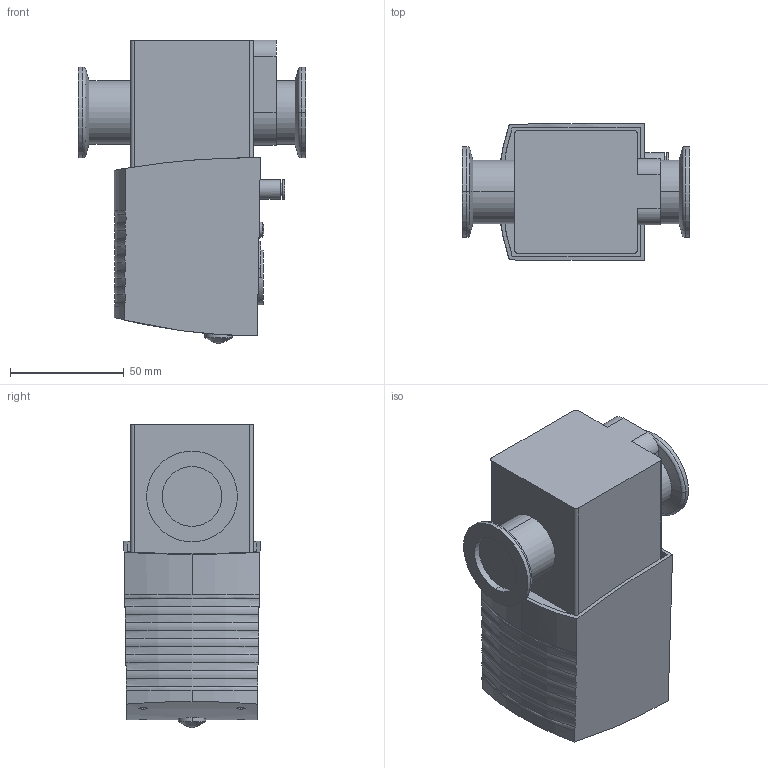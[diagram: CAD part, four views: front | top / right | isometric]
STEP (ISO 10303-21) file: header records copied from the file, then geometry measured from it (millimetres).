
FILE_DESCRIPTION (( 'STEP AP214' ), '1' );
FILE_NAME ('PFD48234.step', '2017-07-10T11:15:01', ( 'install' ), ( '' ), 'SwSTEP 2.0', 'SolidWorks 2015', '' );
FILE_SCHEMA (( 'AUTOMOTIVE_DESIGN' ));
Length unit declared in the file: millimetre
Products named in the file (1): PFD48234
Bounding box: 100 x 60 x 133.6 mm (x, y, z)
Volume: 459733.8 mm3; surface area: 47337.2 mm2
Topology: 1 solids, 1 shells, 121 faces, 291 edges, 190 vertices
Faces by surface type: cylinder 50, plane 43, bspline 15, torus 9, cone 4
Entity records: 4668 total; most frequent: CARTESIAN_POINT 1543, ORIENTED_EDGE 582, DIRECTION 531, EDGE_CURVE 291, AXIS2_PLACEMENT_3D 209, VERTEX_POINT 190, EDGE_LOOP 139, FACE_OUTER_BOUND 121
